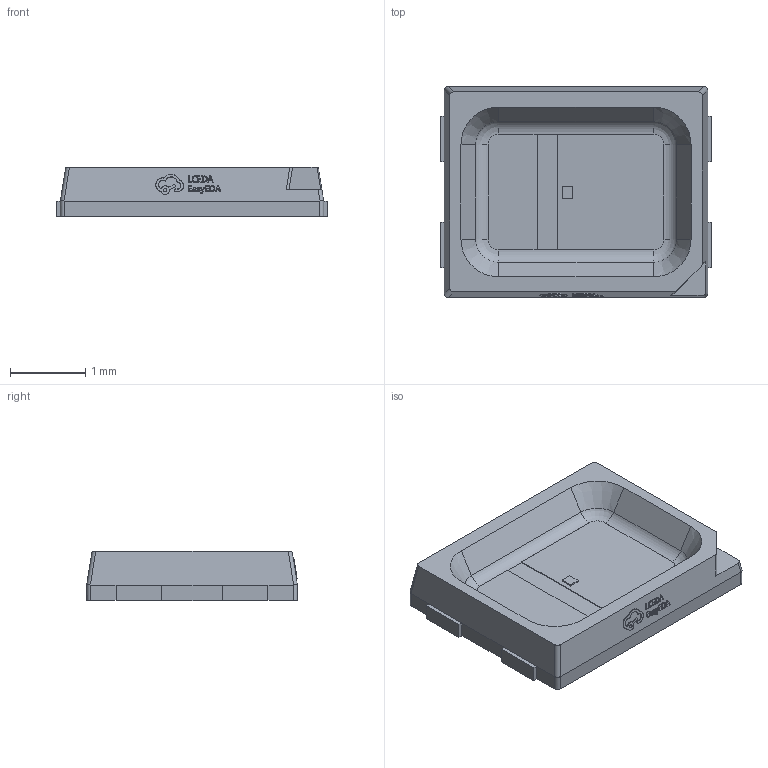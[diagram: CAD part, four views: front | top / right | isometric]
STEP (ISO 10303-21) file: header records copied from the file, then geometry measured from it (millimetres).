
FILE_DESCRIPTION (( 'STEP AP214' ), '1' );
FILE_NAME ('LED-SMD_L3.5-W2.8_RED.step', '2022-07-08T12:54:22', ( '' ), ( '' ), 'SwSTEP 2.0', 'SolidWorks 2020', '' );
FILE_SCHEMA (( 'AUTOMOTIVE_DESIGN' ));
Length unit declared in the file: millimetre
Products named in the file (1): LED-SMD_L3.5-W2.8_RED
Bounding box: 3.6 x 2.8 x 0.66 mm (x, y, z)
Volume: 4.1 mm3; surface area: 29.3 mm2
Topology: 1 solids, 1 shells, 378 faces, 1010 edges, 664 vertices
Faces by surface type: plane 236, bspline 112, cylinder 22, torus 4, cone 4
Entity records: 16556 total; most frequent: CARTESIAN_POINT 3829, ORIENTED_EDGE 2020, DIRECTION 1289, EDGE_CURVE 1010, VECTOR 683, LINE 683, VERTEX_POINT 664, EDGE_LOOP 408
